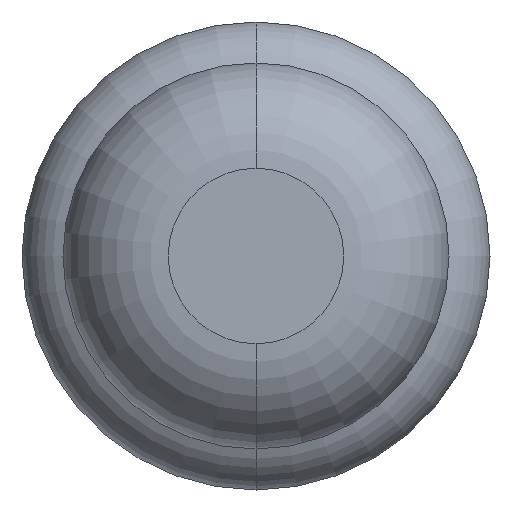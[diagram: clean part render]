
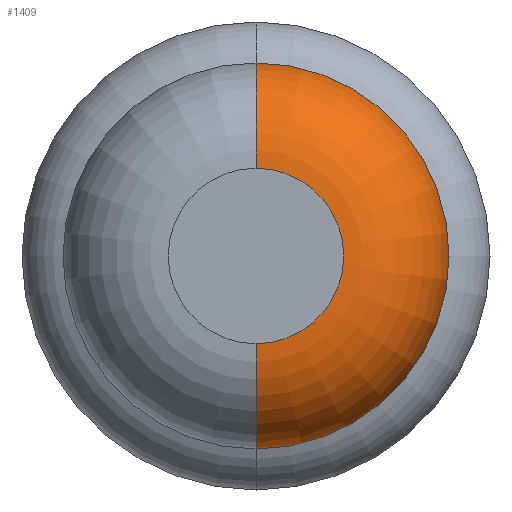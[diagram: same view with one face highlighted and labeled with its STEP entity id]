
A CAD part, front view. The second image highlights one B-rep face of the part: STEP entity #1409.
In plain terms, the highlighted toroidal (fillet/blend) face has major radius 0.375 mm and minor radius 0.45 mm.
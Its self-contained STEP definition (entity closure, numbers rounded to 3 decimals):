
#71 = TOROIDAL_SURFACE ( 'NONE', #1584, 0.375, 0.45 ) ;
#125 = CARTESIAN_POINT ( 'NONE',  ( 0., -24., 0.375 ) ) ;
#154 = CIRCLE ( 'NONE', #454, 0.375 ) ;
#270 = EDGE_CURVE ( 'NONE', #2782, #1014, #2399, .T. ) ;
#301 = ORIENTED_EDGE ( 'NONE', *, *, #2029, .F. ) ;
#426 = DIRECTION ( 'NONE',  ( 0., 0., -1. ) ) ;
#454 = AXIS2_PLACEMENT_3D ( 'NONE', #827, #811, #3879 ) ;
#655 = DIRECTION ( 'NONE',  ( 0., 1., 0. ) ) ;
#689 = DIRECTION ( 'NONE',  ( 0., 1., 0. ) ) ;
#811 = DIRECTION ( 'NONE',  ( 0., 1., 0. ) ) ;
#827 = CARTESIAN_POINT ( 'NONE',  ( 0., -24., 0. ) ) ;
#1014 = VERTEX_POINT ( 'NONE', #1102 ) ;
#1102 = CARTESIAN_POINT ( 'NONE',  ( 0., -23.55, -0.825 ) ) ;
#1319 = CARTESIAN_POINT ( 'NONE',  ( 0., -23.55, 0. ) ) ;
#1354 = ORIENTED_EDGE ( 'NONE', *, *, #2866, .F. ) ;
#1392 = CARTESIAN_POINT ( 'NONE',  ( 0., -23.55, 0.825 ) ) ;
#1409 = ADVANCED_FACE ( 'Defeature ausgef�hrt1_2', ( #3834 ), #71, .T. ) ;
#1555 = CIRCLE ( 'NONE', #1785, 0.825 ) ;
#1584 = AXIS2_PLACEMENT_3D ( 'NONE', #1876, #689, #3451 ) ;
#1619 = DIRECTION ( 'NONE',  ( -1., 0., 0. ) ) ;
#1657 = DIRECTION ( 'NONE',  ( 0., 0., 1. ) ) ;
#1705 = VERTEX_POINT ( 'NONE', #1392 ) ;
#1785 = AXIS2_PLACEMENT_3D ( 'NONE', #1319, #655, #3460 ) ;
#1876 = CARTESIAN_POINT ( 'NONE',  ( 0., -23.55, 0. ) ) ;
#2029 = EDGE_CURVE ( 'Defeature ausgef�hrt1_3+Defeature ausgef�hrt1_2+Defeature ausgef�hrt1_2+Defeature ausgef�hrt1_2', #1705, #1014, #1555, .T. ) ;
#2092 = AXIS2_PLACEMENT_3D ( 'NONE', #2573, #2597, #426 ) ;
#2219 = CARTESIAN_POINT ( 'NONE',  ( 0., -24., -0.375 ) ) ;
#2296 = ORIENTED_EDGE ( 'NONE', *, *, #3628, .T. ) ;
#2361 = EDGE_LOOP ( 'NONE', ( #2296, #3093, #301, #1354 ) ) ;
#2399 = CIRCLE ( 'NONE', #2092, 0.45 ) ;
#2454 = VERTEX_POINT ( 'NONE', #125 ) ;
#2573 = CARTESIAN_POINT ( 'NONE',  ( 0., -23.55, -0.375 ) ) ;
#2597 = DIRECTION ( 'NONE',  ( 1., 0., 0. ) ) ;
#2633 = CIRCLE ( 'NONE', #2998, 0.45 ) ;
#2782 = VERTEX_POINT ( 'NONE', #2219 ) ;
#2866 = EDGE_CURVE ( 'NONE', #2454, #1705, #2633, .T. ) ;
#2869 = CARTESIAN_POINT ( 'NONE',  ( 0., -23.55, 0.375 ) ) ;
#2998 = AXIS2_PLACEMENT_3D ( 'NONE', #2869, #1619, #1657 ) ;
#3093 = ORIENTED_EDGE ( 'NONE', *, *, #270, .T. ) ;
#3451 = DIRECTION ( 'NONE',  ( 0., 0., 1. ) ) ;
#3460 = DIRECTION ( 'NONE',  ( 0., 0., 1. ) ) ;
#3628 = EDGE_CURVE ( 'Defeature ausgef�hrt1_2+Defeature ausgef�hrt1_1+Defeature ausgef�hrt1_1+Defeature ausgef�hrt1_1', #2454, #2782, #154, .T. ) ;
#3834 = FACE_OUTER_BOUND ( 'NONE', #2361, .T. ) ;
#3879 = DIRECTION ( 'NONE',  ( 0., 0., 1. ) ) ;
